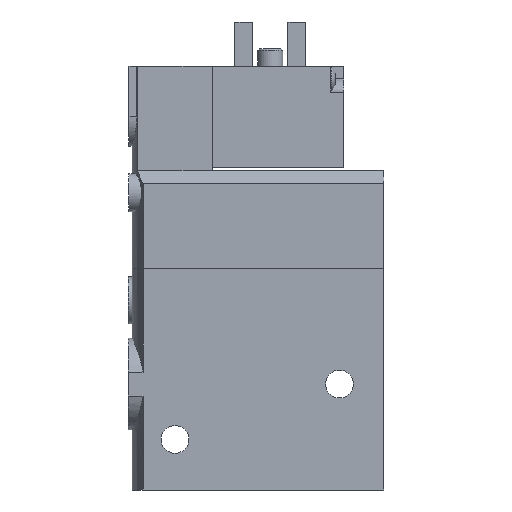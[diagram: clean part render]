
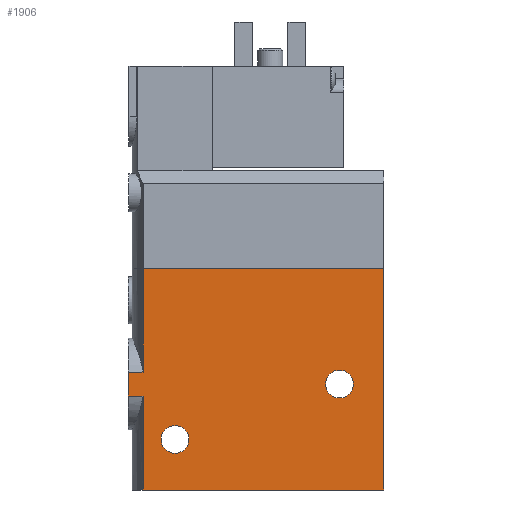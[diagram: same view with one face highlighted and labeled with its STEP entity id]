
A CAD part, left-side view. The second image highlights one B-rep face of the part: STEP entity #1906.
In plain terms, the highlighted face is planar.
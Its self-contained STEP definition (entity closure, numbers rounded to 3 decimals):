
#145=LINE('',#2856,#284);
#148=LINE('',#2865,#287);
#149=LINE('',#2877,#288);
#151=LINE('',#2894,#290);
#158=LINE('',#2925,#297);
#160=LINE('',#2933,#299);
#163=LINE('',#2946,#302);
#164=LINE('',#2947,#303);
#284=VECTOR('',#2278,1000.);
#287=VECTOR('',#2285,1000.);
#288=VECTOR('',#2288,1000.);
#290=VECTOR('',#2294,1000.);
#297=VECTOR('',#2313,1000.);
#299=VECTOR('',#2321,1000.);
#302=VECTOR('',#2336,1000.);
#303=VECTOR('',#2337,1000.);
#471=ORIENTED_EDGE('',*,*,#995,.T.);
#472=ORIENTED_EDGE('',*,*,#996,.T.);
#473=ORIENTED_EDGE('',*,*,#971,.T.);
#474=ORIENTED_EDGE('',*,*,#990,.F.);
#475=ORIENTED_EDGE('',*,*,#997,.F.);
#476=ORIENTED_EDGE('',*,*,#965,.T.);
#477=ORIENTED_EDGE('',*,*,#998,.T.);
#478=ORIENTED_EDGE('',*,*,#986,.F.);
#479=ORIENTED_EDGE('',*,*,#969,.T.);
#480=ORIENTED_EDGE('',*,*,#975,.T.);
#965=EDGE_CURVE('',#1236,#1235,#145,.T.);
#969=EDGE_CURVE('',#1240,#1239,#148,.F.);
#971=EDGE_CURVE('',#1241,#1242,#149,.T.);
#975=EDGE_CURVE('',#1239,#1241,#151,.T.);
#986=EDGE_CURVE('',#1240,#1252,#158,.T.);
#990=EDGE_CURVE('',#1254,#1242,#160,.T.);
#995=EDGE_CURVE('',#1257,#1257,#1428,.T.);
#996=EDGE_CURVE('',#1258,#1258,#1429,.T.);
#997=EDGE_CURVE('',#1236,#1254,#163,.T.);
#998=EDGE_CURVE('',#1235,#1252,#164,.T.);
#1235=VERTEX_POINT('',#2855);
#1236=VERTEX_POINT('',#2857);
#1239=VERTEX_POINT('',#2864);
#1240=VERTEX_POINT('',#2866);
#1241=VERTEX_POINT('',#2878);
#1242=VERTEX_POINT('',#2879);
#1252=VERTEX_POINT('',#2926);
#1254=VERTEX_POINT('',#2932);
#1257=VERTEX_POINT('',#2943);
#1258=VERTEX_POINT('',#2945);
#1428=CIRCLE('',#2071,2.2);
#1429=CIRCLE('',#2072,2.2);
#1520=EDGE_LOOP('',(#471));
#1521=EDGE_LOOP('',(#472));
#1522=EDGE_LOOP('',(#473,#474,#475,#476,#477,#478,#479,#480));
#1688=FACE_BOUND('',#1520,.T.);
#1689=FACE_BOUND('',#1521,.T.);
#1690=FACE_BOUND('',#1522,.T.);
#1845=PLANE('',#2070);
#1906=ADVANCED_FACE('',(#1688,#1689,#1690),#1845,.F.);
#2070=AXIS2_PLACEMENT_3D('',#2941,#2330,#2331);
#2071=AXIS2_PLACEMENT_3D('',#2942,#2332,#2333);
#2072=AXIS2_PLACEMENT_3D('',#2944,#2334,#2335);
#2278=DIRECTION('',(-1.,0.,0.));
#2285=DIRECTION('',(0.,-1.,0.));
#2288=DIRECTION('',(0.,-1.,0.));
#2294=DIRECTION('',(1.,0.,0.));
#2313=DIRECTION('',(-1.,0.,0.));
#2321=DIRECTION('',(-1.,0.,0.));
#2330=DIRECTION('',(0.,0.,1.));
#2331=DIRECTION('',(1.,0.,0.));
#2332=DIRECTION('',(0.,0.,1.));
#2333=DIRECTION('',(1.,0.,0.));
#2334=DIRECTION('',(0.,0.,1.));
#2335=DIRECTION('',(1.,0.,0.));
#2336=DIRECTION('',(0.,1.,0.));
#2337=DIRECTION('',(0.,1.,0.));
#2855=CARTESIAN_POINT('',(0.,0.,-7.));
#2856=CARTESIAN_POINT('',(35.,0.,-7.));
#2857=CARTESIAN_POINT('',(35.,0.,-7.));
#2864=CARTESIAN_POINT('',(16.363,40.4,-7.));
#2865=CARTESIAN_POINT('',(16.363,0.,-7.));
#2866=CARTESIAN_POINT('',(16.363,38.066,-7.));
#2877=CARTESIAN_POINT('',(20.137,0.,-7.));
#2878=CARTESIAN_POINT('',(20.137,40.4,-7.));
#2879=CARTESIAN_POINT('',(20.137,38.066,-7.));
#2894=CARTESIAN_POINT('',(18.25,40.4,-7.));
#2925=CARTESIAN_POINT('',(35.,38.066,-7.));
#2926=CARTESIAN_POINT('',(0.,38.066,-7.));
#2932=CARTESIAN_POINT('',(35.,38.066,-7.));
#2933=CARTESIAN_POINT('',(35.,38.066,-7.));
#2941=CARTESIAN_POINT('',(35.,0.,-7.));
#2942=CARTESIAN_POINT('',(18.25,7.,-7.));
#2943=CARTESIAN_POINT('',(20.45,7.,-7.));
#2944=CARTESIAN_POINT('',(27.,33.,-7.));
#2945=CARTESIAN_POINT('',(29.2,33.,-7.));
#2946=CARTESIAN_POINT('',(35.,0.,-7.));
#2947=CARTESIAN_POINT('',(0.,0.,-7.));
